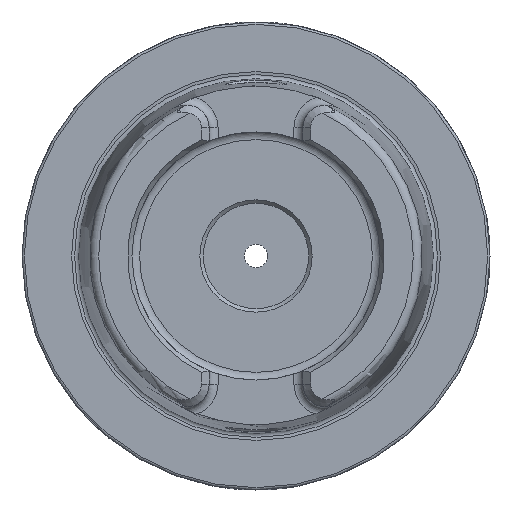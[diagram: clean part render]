
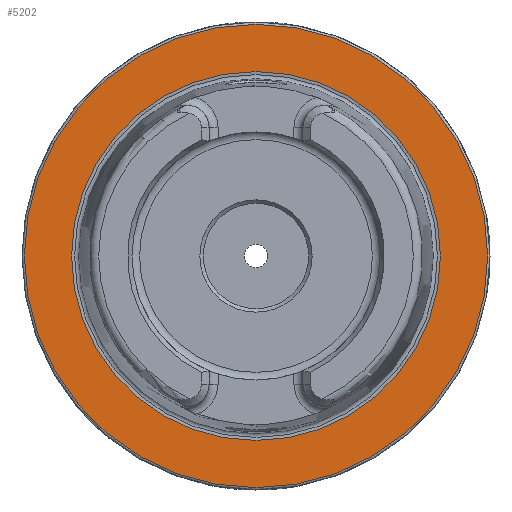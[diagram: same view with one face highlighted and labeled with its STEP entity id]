
A CAD part, left-side view. The second image highlights one B-rep face of the part: STEP entity #5202.
In plain terms, the highlighted planar face has unit normal (-1, 0, 0).
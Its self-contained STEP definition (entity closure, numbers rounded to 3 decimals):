
#580 = ORIENTED_EDGE ( 'NONE', *, *, #4448, .F. ) ;
#963 = FACE_OUTER_BOUND ( 'NONE', #5617, .T. ) ;
#1167 = EDGE_LOOP ( 'NONE', ( #580 ) ) ;
#1272 = CARTESIAN_POINT ( 'NONE',  ( 0., 0., 0. ) ) ;
#2112 = AXIS2_PLACEMENT_3D ( 'NONE', #1272, #6049, #4317 ) ;
#2233 = CIRCLE ( 'NONE', #2112, 39.405 ) ;
#2243 = CARTESIAN_POINT ( 'NONE',  ( 0., 0., 39.405 ) ) ;
#2417 = DIRECTION ( 'NONE',  ( 1., 0., 0. ) ) ;
#2584 = ORIENTED_EDGE ( 'NONE', *, *, #3803, .T. ) ;
#3050 = CARTESIAN_POINT ( 'NONE',  ( 0., 0., 0. ) ) ;
#3454 = CARTESIAN_POINT ( 'NONE',  ( 0., 49.5, 0. ) ) ;
#3583 = DIRECTION ( 'NONE',  ( 0., 0., 1. ) ) ;
#3660 = DIRECTION ( 'NONE',  ( -1., 0., 0. ) ) ;
#3803 = EDGE_CURVE ( 'NONE', #7710, #7710, #7714, .T. ) ;
#4317 = DIRECTION ( 'NONE',  ( 0., 0., 1. ) ) ;
#4396 = AXIS2_PLACEMENT_3D ( 'NONE', #3050, #3660, #3583 ) ;
#4448 = EDGE_CURVE ( 'NONE', #5251, #5251, #2233, .T. ) ;
#4902 = AXIS2_PLACEMENT_3D ( 'NONE', #3454, #2417, #7687 ) ;
#5202 = ADVANCED_FACE ( 'NONE', ( #7787, #963 ), #5857, .F. ) ;
#5251 = VERTEX_POINT ( 'NONE', #2243 ) ;
#5617 = EDGE_LOOP ( 'NONE', ( #2584 ) ) ;
#5857 = PLANE ( 'NONE',  #4902 ) ;
#6049 = DIRECTION ( 'NONE',  ( -1., 0., 0. ) ) ;
#6521 = CARTESIAN_POINT ( 'NONE',  ( 0., 0., 49.5 ) ) ;
#7687 = DIRECTION ( 'NONE',  ( 0., 0., -1. ) ) ;
#7710 = VERTEX_POINT ( 'NONE', #6521 ) ;
#7714 = CIRCLE ( 'NONE', #4396, 49.5 ) ;
#7787 = FACE_BOUND ( 'NONE', #1167, .T. ) ;
